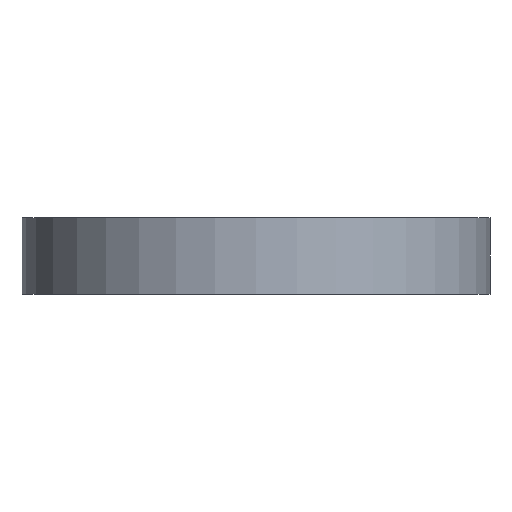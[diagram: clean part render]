
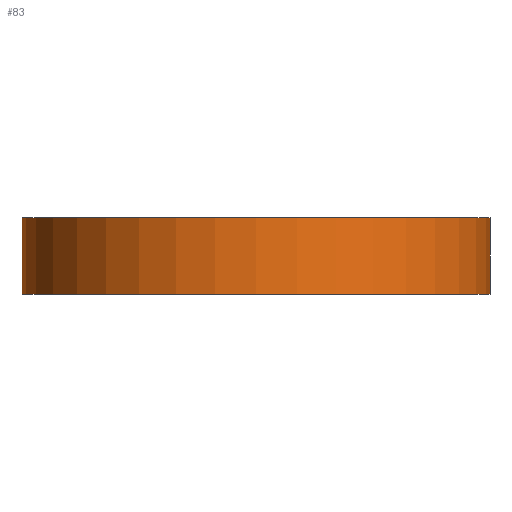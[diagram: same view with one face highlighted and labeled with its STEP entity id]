
A CAD part, front view. The second image highlights one B-rep face of the part: STEP entity #83.
In plain terms, the highlighted cylindrical face has radius 30.5 mm (diameter 61 mm), a full revolution.
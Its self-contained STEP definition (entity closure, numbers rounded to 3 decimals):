
#16=CARTESIAN_POINT('',(30.5,0.0,10.0));
#17=VERTEX_POINT('',#16);
#18=CARTESIAN_POINT('',(0.0,0.0,10.0));
#19=DIRECTION('',(0.0,0.0,1.0));
#20=DIRECTION('',(1.0,0.0,-0.0));
#21=AXIS2_PLACEMENT_3D('',#18,#19,#20);
#22=CIRCLE('',#21,30.5);
#23=EDGE_CURVE('n� 4',#17,#17,#22,.T.);
#44=CARTESIAN_POINT('',(30.5,0.0,0.0));
#45=VERTEX_POINT('',#44);
#46=CARTESIAN_POINT('',(0.0,0.0,0.0));
#47=DIRECTION('',(0.0,0.0,1.0));
#48=DIRECTION('',(1.0,0.0,-0.0));
#49=AXIS2_PLACEMENT_3D('',#46,#47,#48);
#50=CIRCLE('',#49,30.5);
#51=EDGE_CURVE('n� 18',#45,#45,#50,.T.);
#72=ORIENTED_EDGE('',*,*,#23,.F.);
#73=EDGE_LOOP('',(#72));
#74=FACE_OUTER_BOUND('',#73,.T.);
#75=ORIENTED_EDGE('',*,*,#51,.T.);
#76=EDGE_LOOP('',(#75));
#77=FACE_BOUND('',#76,.T.);
#78=CARTESIAN_POINT('',(0.0,0.0,10.0));
#79=DIRECTION('',(-0.0,-0.0,-1.0));
#80=DIRECTION('',(-1.0,0.0,0.0));
#81=AXIS2_PLACEMENT_3D('',#78,#79,#80);
#82=CYLINDRICAL_SURFACE('',#81,30.5);
#83=ADVANCED_FACE('n� 25',(#74,#77),#82,.T.);
